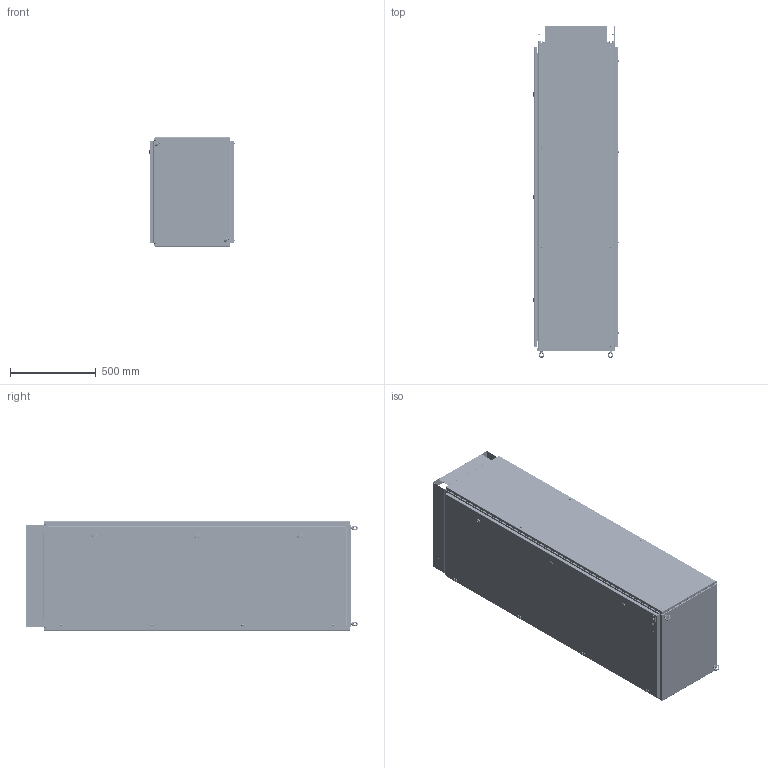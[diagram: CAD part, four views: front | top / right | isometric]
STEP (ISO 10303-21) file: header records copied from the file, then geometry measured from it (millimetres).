
FILE_DESCRIPTION (( 'STEP AP214' ), '1' );
FILE_NAME ('mb15-05-54m ÌÈ-2027.00.00.000 Êàðêàñ ÂÐÓ-1 IP54 Unit EKF PPOxima.STEP', '2021-11-15T10:56:17', ( '' ), ( '' ), 'SwSTEP 2.0', 'SolidWorks 2021', '' );
FILE_SCHEMA (( 'AUTOMOTIVE_DESIGN' ));
Length unit declared in the file: millimetre
Products named in the file (46): 侲膹樥罻 EKF_00; curved spring lock washer_din_Spring washer DIN 128 - A8; ÌÈ-2027.04.00.001 Ñòåíêà çàäíÿÿ; hex screw gradec_din_DIN EN 24018 - M8 x 16-WN; hex flange nut_din_Hexagon Flange Nut DIN 6923 - M6 - N; ïåòëÿ 1-1; ÌÈ-2026.01.00.004 Ðåéêà; 昈-2026.01.00.005 扰鍙欙樥燲DefaultSM-FLAT-PATTERN; ÌÈ-2027.06.01.001 Øâåëëåð ïåðåäíèé; ÌÈ-2026.03.00.000 Ñòåíêà áîêîâàÿ â ñáîðå; øïèëüêà îáìåäíåííàÿ Ì6õ12; hex flange bolt_din_DIN 6921 - M6 x 12 x 12-N; ÌÈ-2027.06.01.000 Øâåëëåð ïåðåäíèé â ñáîðå; ÌÈ-2027.06.00.000 Öîêîëü â ñáîðå; mb15-05-54m ÌÈ-2027.00.00.000 Êàðêàñ ÂÐÓ-1 IP54 Unit EKF PPOxima; pan head cross recess screw_dinìï_DIN EN ISO 7045 - M4 x 16 - Z - 16N; 暑朦鲱 箫腩蝽栩咫铄 梦岩 9833-73; 邮 倘-2027 磬 耱屙牦 玎漤; ïåòëÿ êîðïóñà-1; ÌÈ-2027.01.01.001 Áàëêà; ﾌﾈ-2027.01.00.001 ﾊ; ÓÊ ÌÈ-2027 íà ôàëüøïàíåëü; ﾌﾈ-2027.02.00.001 ﾄ粢; ÌÈ-2027.01.01.000 Áàëêà â ñáîðå; ÌÈ-2027.04.00.000 Ñòåíêà çàäíÿÿ â ñáîðå; ÓÊ ÌÈ-2027 íà äâåðü; plain washer small grade a_din_Washer DIN 433 - 8.4; ÌÈ-2027.01.00.000 Êàðêàñ â ñáîðå; Çàêëåïêà öèëèíäðè÷åñêàÿ Ì4 ÑÒ-Á ñ âíóòðåííåé ðåçüáîé_Œ8; Çàìîê áîëüøîé; hex nut gradec_din_Hexagon Nut ISO 4034 - M8 - N; plain washer grade a_din_Washer DIN 125 - A 5.3; ÓÊ ÌÈ-2026 íà áîêîâóþ ñòåíêó; ÌÈ-2026.01.00.002 Ñòîéêà óãëîâàÿ; pan head cross recess screw_dinìï_DIN EN ISO 7045 - M4 x 30 - Z - 30C; ÌÈ-2026.06.00.001 Øâåëëåð áîêîâîé; Íàêëåéêà_ìîëíèÿ; ÌÈ-2027.05.00.001 Ôàëüøïàíåëü; plain washer grade a_din_Washer DIN 125 - A 8.4; Øïèëüêà Ì6õ12 ...
Assembly tree (186 placements, depth 4):
  mb15-05-54m ÌÈ-2027.00.00.000 Êàðêàñ ÂÐÓ-1 IP54 Unit EKF PPOxima
    ÌÈ-2027.01.00.000 Êàðêàñ â ñáîðå
      ÌÈ-2026.01.00.002 Ñòîéêà óãëîâàÿ  x4
      ﾌﾈ-2027.01.00.001 ﾊ
      ÌÈ-2027.01.01.001 Áàëêà  x2
      ÌÈ-2026.01.00.001 Øâåëëåð áîêîâîé  x4
      ÌÈ-2026.01.00.004 Ðåéêà  x6
      ÌÈ-2027.01.01.000 Áàëêà â ñáîðå  x2
        ÌÈ-2027.01.01.001 Áàëêà
        øïèëüêà îáìåäíåííàÿ Ì6õ12
      Çàêëåïêà öèëèíäðè÷åñêàÿ Ì4 ÑÒ-Á ñ âíóòðåííåé ðåçüáîé_Œ8  x32
      昈-2026.01.00.005 扰鍙欙樥燲DefaultSM-FLAT-PATTERN  x2
    ÌÈ-2027.04.00.000 Ñòåíêà çàäíÿÿ â ñáîðå
      ÌÈ-2027.04.00.001 Ñòåíêà çàäíÿÿ
      邮 倘-2027 磬 耱屙牦 玎漤
    ÌÈ-2027.05.00.000 Ôàëüøïàíåëü â ñáîðå
      ÌÈ-2027.05.00.001 Ôàëüøïàíåëü
      ÓÊ ÌÈ-2027 íà ôàëüøïàíåëü
    ÌÈ-2026.03.00.000 Ñòåíêà áîêîâàÿ â ñáîðå  x2
      ÌÈ-2026.03.00.001 Ñòåíêà áîêîâàÿ
      ÓÊ ÌÈ-2026 íà áîêîâóþ ñòåíêó
    ÌÈ-2027.02.00.000 Äâåðü â ñáîðå
      ﾌﾈ-2027.02.00.001 ﾄ粢
      ÓÊ ÌÈ-2027 íà äâåðü
      øïèëüêà îáìåäíåííàÿ Ì6õ12
    ïåòëÿ êîðïóñà-1  x4
    ïåòëÿ 1-1  x4
    Çàìîê áîëüøîé  x3
    hex flange nut_din_Hexagon Flange Nut DIN 6923 - M6 - N  x2
    pan head cross recess screw_dinìï_DIN EN ISO 7045 - M4 x 16 - Z - 16N  x8
    plain washer grade a_din_Washer DIN 125 - A 5.3  x32
    pan head cross recess screw_dinìï_DIN EN ISO 7045 - M4 x 30 - Z - 30C  x24
    hex flange bolt_din_DIN 6921 - M6 x 12 x 12-N  x4
    Øïèëüêà Ð=1  x4
    ÌÈ-2027.06.00.000 Öîêîëü â ñáîðå
      ÌÈ-2027.06.01.000 Øâåëëåð ïåðåäíèé â ñáîðå  x2
        ÌÈ-2027.06.01.001 Øâåëëåð ïåðåäíèé
        Øïèëüêà Ì6õ12
      ÌÈ-2026.06.00.001 Øâåëëåð áîêîâîé  x2
    hex screw gradec_din_DIN EN 24018 - M8 x 16-WN  x4
    plain washer small grade a_din_Washer DIN 433 - 8.4  x4
    hex nut gradec_din_Hexagon Nut ISO 4034 - M8 - N  x6
    侲膹樥罻 EKF_00
    Íàêëåéêà_ìîëíèÿ
    暑朦鲱 箫腩蝽栩咫铄 梦岩 9833-73  x2
    eyebolt580_din_Eyebolt DIN 358-M8-N  x2
    plain washer grade a_din_Washer DIN 125 - A 8.4  x2
    curved spring lock washer_din_Spring washer DIN 128 - A8  x2
Bounding box: 499.12 x 1939.5 x 648.04 mm (x, y, z)
Volume: 7760053.2 mm3; surface area: 13484936.6 mm2
Topology: 184 solids, 199 shells, 9979 faces, 25625 edges, 16397 vertices
Faces by surface type: plane 5126, bspline 1939, cylinder 1896, cone 618, torus 336, sphere 64
Entity records: 58343 total; most frequent: CARTESIAN_POINT 16653, DIRECTION 7833, ORIENTED_EDGE 7752, EDGE_CURVE 3876, AXIS2_PLACEMENT_3D 2759, VERTEX_POINT 2413, VECTOR 2315, LINE 2315
